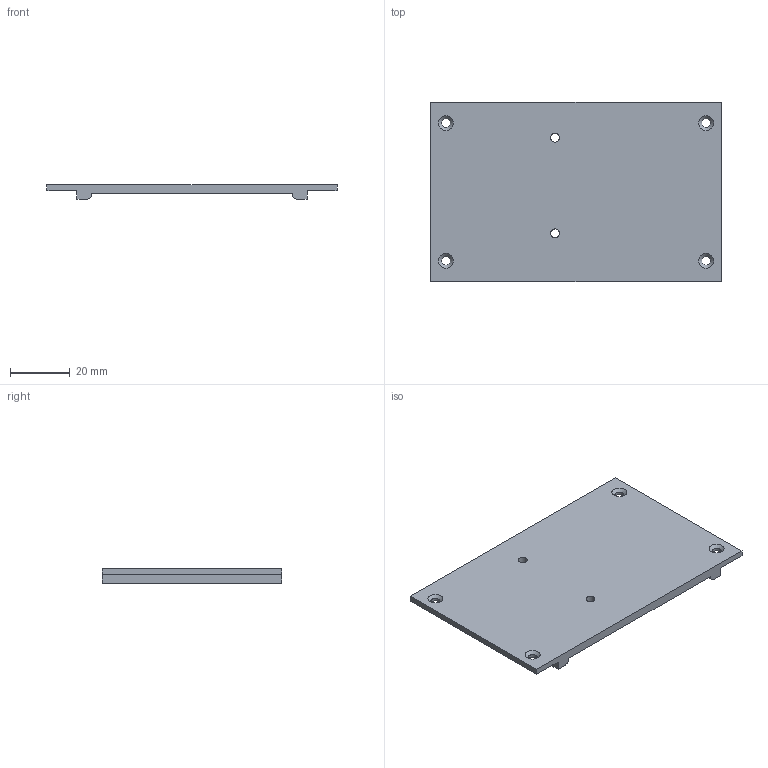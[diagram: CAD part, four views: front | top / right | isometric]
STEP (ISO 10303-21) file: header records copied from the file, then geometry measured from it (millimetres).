
FILE_DESCRIPTION(('FreeCAD Model'),'2;1');
FILE_NAME('Open CASCADE Shape Model','2025-05-19T22:37:25',(''),(''), 'Open CASCADE STEP processor 7.8','FreeCAD','Unknown');
FILE_SCHEMA(('AUTOMOTIVE_DESIGN { 1 0 10303 214 1 1 1 1 }'));
Length unit declared in the file: millimetre
Products named in the file (1): pohjalevy
Bounding box: 97 x 60 x 5 mm (x, y, z)
Volume: 17223.5 mm3; surface area: 12977.4 mm2
Topology: 1 solids, 1 shells, 26 faces, 66 edges, 42 vertices
Faces by surface type: plane 12, cylinder 8, cone 4, bspline 2
Full cylindrical faces by diameter (mm): 3 x6
Entity records: 924 total; most frequent: CARTESIAN_POINT 251, ORIENTED_EDGE 132, DIRECTION 128, EDGE_CURVE 66, AXIS2_PLACEMENT_3D 43, VERTEX_POINT 42, LINE 42, VECTOR 42
